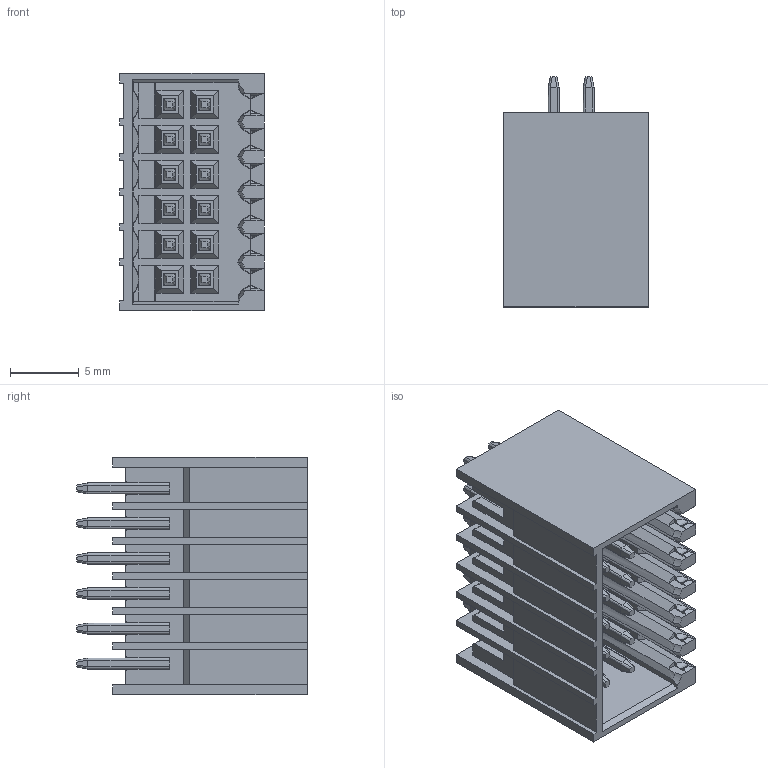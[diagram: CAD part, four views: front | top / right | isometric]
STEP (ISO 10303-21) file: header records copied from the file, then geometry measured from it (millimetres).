
FILE_DESCRIPTION( ('This file contains a STEP AP42 implementation' ,'as created by ZW3D STEP Interface translator.') ,'2;1' );
FILE_NAME( 'WJ15EDGVHSC-2.54×°Åä.stp' ,'23 727. 84937', (''), ('ZWCAD Software Co.'), 'Version 1.0', 'ZW3D to STEP translator', '' );
FILE_SCHEMA(('AUTOMOTIVE_DESIGN'));
Length unit declared in the file: millimetre
Products named in the file (2): 0; WJ15EDGVHSC-2.54蚾饜
Bounding box: 10.5 x 16.7 x 17.2 mm (x, y, z)
Volume: 1119.3 mm3; surface area: 2694.9 mm2
Topology: 1 solids, 1 shells, 992 faces, 2869 edges, 1825 vertices
Faces by surface type: bspline 992
Entity records: 32820 total; most frequent: CARTESIAN_POINT 14984, ORIENTED_EDGE 5738, EDGE_CURVE 2869, B_SPLINE_CURVE_WITH_KNOTS 2509, VERTEX_POINT 1825, EDGE_LOOP 1034, FACE_OUTER_BOUND 992, ADVANCED_FACE 992
